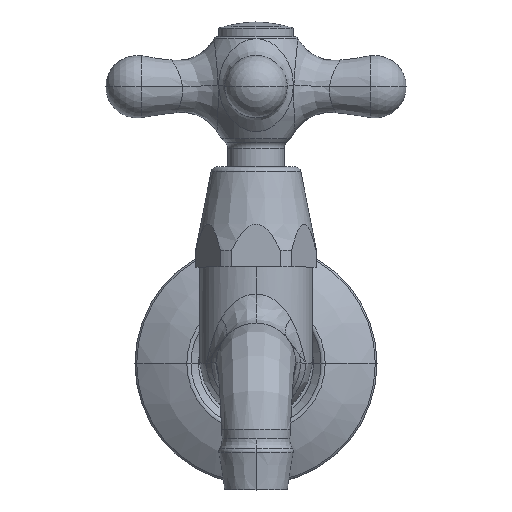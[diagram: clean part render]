
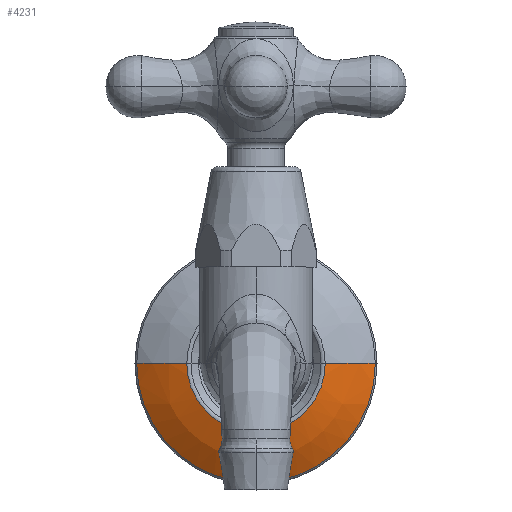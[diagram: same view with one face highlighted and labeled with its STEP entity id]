
A CAD part, top view. The second image highlights one B-rep face of the part: STEP entity #4231.
In plain terms, the highlighted free-form (B-spline) face has degree [3, 3] with [7, 4] control points.
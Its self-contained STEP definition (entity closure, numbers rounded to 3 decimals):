
#344=CARTESIAN_POINT('',(0.,0.,-55.663));
#345=DIRECTION('',(0.,0.,1.));
#346=DIRECTION('',(-1.,0.,0.));
#347=AXIS2_PLACEMENT_3D('',#344,#345,#346);
#349=CARTESIAN_POINT('',(5.343,0.,-94.054));
#350=DIRECTION('',(0.,-1.,0.));
#351=DIRECTION('',(0.581,0.,0.814));
#352=AXIS2_PLACEMENT_3D('',#349,#350,#351);
#354=CARTESIAN_POINT('',(0.,0.,-61.497));
#355=DIRECTION('',(0.,0.,1.));
#356=DIRECTION('',(-1.,0.,0.));
#357=AXIS2_PLACEMENT_3D('',#354,#355,#356);
#359=CARTESIAN_POINT('',(-5.343,0.,-94.054));
#360=DIRECTION('',(0.,1.,0.));
#361=DIRECTION('',(-0.581,0.,0.814));
#362=AXIS2_PLACEMENT_3D('',#359,#360,#361);
#3257=CARTESIAN_POINT('',(-28.581,0.,-61.497));
#3258=CARTESIAN_POINT('',(28.581,0.,-61.497));
#3259=VERTEX_POINT('',#3257);
#3260=VERTEX_POINT('',#3258);
#3277=CARTESIAN_POINT('',(16.572,0.,-55.663));
#3278=CARTESIAN_POINT('',(-16.572,0.,-55.663));
#3279=VERTEX_POINT('',#3277);
#3280=VERTEX_POINT('',#3278);
#4195=CARTESIAN_POINT('',(16.282,1.024,-55.588));
#4196=CARTESIAN_POINT('',(20.768,1.307,-56.87));
#4197=CARTESIAN_POINT('',(24.964,1.571,-58.913));
#4198=CARTESIAN_POINT('',(28.742,1.808,-61.653));
#4199=CARTESIAN_POINT('',(16.913,-8.996,
-55.588));
#4200=CARTESIAN_POINT('',(21.572,-11.474,
-56.87));
#4201=CARTESIAN_POINT('',(25.93,-13.792,
-58.913));
#4202=CARTESIAN_POINT('',(29.855,-15.879,
-61.653));
#4203=CARTESIAN_POINT('',(10.04,-16.315,
-55.588));
#4204=CARTESIAN_POINT('',(12.806,-20.809,
-56.87));
#4205=CARTESIAN_POINT('',(15.393,-25.013,
-58.913));
#4206=CARTESIAN_POINT('',(17.723,-28.799,
-61.653));
#4207=CARTESIAN_POINT('',(0.,-16.315,-55.588));
#4208=CARTESIAN_POINT('',(0.,-20.809,
-56.87));
#4209=CARTESIAN_POINT('',(0.,-25.013,-58.913));
#4210=CARTESIAN_POINT('',(0.,-28.799,
-61.653));
#4211=CARTESIAN_POINT('',(-10.04,-16.315,
-55.588));
#4212=CARTESIAN_POINT('',(-12.806,-20.809,
-56.87));
#4213=CARTESIAN_POINT('',(-15.393,-25.013,
-58.913));
#4214=CARTESIAN_POINT('',(-17.723,-28.799,
-61.653));
#4215=CARTESIAN_POINT('',(-16.913,-8.996,
-55.588));
#4216=CARTESIAN_POINT('',(-21.572,-11.474,
-56.87));
#4217=CARTESIAN_POINT('',(-25.93,-13.792,
-58.913));
#4218=CARTESIAN_POINT('',(-29.855,-15.879,
-61.653));
#4219=CARTESIAN_POINT('',(-16.282,1.024,
-55.588));
#4220=CARTESIAN_POINT('',(-20.768,1.307,
-56.87));
#4221=CARTESIAN_POINT('',(-24.964,1.571,
-58.913));
#4222=CARTESIAN_POINT('',(-28.742,1.808,
-61.653));
#4223=(BOUNDED_SURFACE()B_SPLINE_SURFACE(3,3,((#4195,#4196,#4197,#4198),(#4199,
#4200,#4201,#4202),(#4203,#4204,#4205,#4206),(#4207,#4208,#4209,#4210),(#4211,
#4212,#4213,#4214),(#4215,#4216,#4217,#4218),(#4219,#4220,#4221,#4222)),
.UNSPECIFIED.,.F.,.F.,.F.)B_SPLINE_SURFACE_WITH_KNOTS((4,3,4),(4,4),(0.,1.,
2.),(0.,1.),.UNSPECIFIED.)GEOMETRIC_REPRESENTATION_ITEM()RATIONAL_B_SPLINE_SURFACE(((1.196,1.184,1.184,1.196),(
0.945,0.935,0.935,0.945),(
0.945,0.935,0.935,0.945),(
1.196,1.184,1.184,1.196),(
0.945,0.935,0.935,0.945),(
0.945,0.935,0.935,0.945),(
1.196,1.184,1.184,1.196)))REPRESENTATION_ITEM('')SURFACE());
#4224=ORIENTED_EDGE('',*,*,#4095,.T.);
#4225=ORIENTED_EDGE('',*,*,#4183,.F.);
#4227=ORIENTED_EDGE('',*,*,#4226,.F.);
#4228=ORIENTED_EDGE('',*,*,#4179,.T.);
#4229=EDGE_LOOP('',(#4224,#4225,#4227,#4228));
#4230=FACE_OUTER_BOUND('',#4229,.F.);
#4231=ADVANCED_FACE('',(#4230),#4223,.T.);
#348=CIRCLE('',#347,16.572);
#353=CIRCLE('',#352,40.);
#358=CIRCLE('',#357,28.581);
#363=CIRCLE('',#362,40.);
#4095=EDGE_CURVE('',#3280,#3279,#348,.T.);
#4179=EDGE_CURVE('',#3259,#3280,#363,.T.);
#4183=EDGE_CURVE('',#3260,#3279,#353,.T.);
#4226=EDGE_CURVE('',#3259,#3260,#358,.T.);
